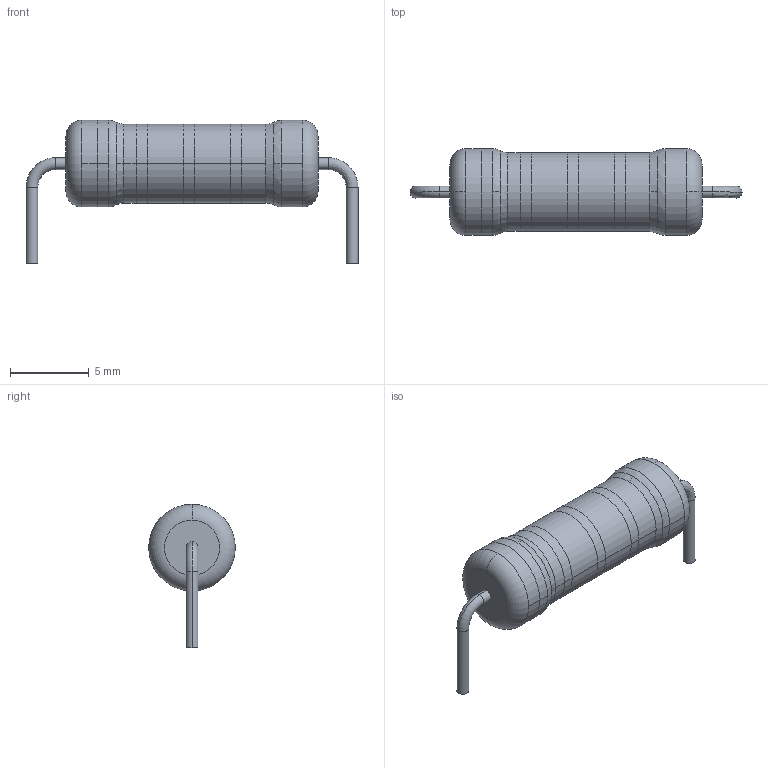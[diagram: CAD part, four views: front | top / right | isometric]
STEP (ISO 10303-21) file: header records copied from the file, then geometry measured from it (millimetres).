
FILE_DESCRIPTION((''),'2;1');
FILE_NAME('RES_TYCO_CFR200.stp','2014-01-20T13:17:10',(''),(''),'Mechanical Desktop 2011','Mechanical Desktop 2011',', , ');
FILE_SCHEMA(('AUTOMOTIVE_DESIGN { 1 2 10303 214 1 1 1 1 }'));
Length unit declared in the file: millimetre
Products named in the file (1): Product
Bounding box: 21.07 x 5.5 x 9.1 mm (x, y, z)
Volume: 339 mm3; surface area: 663.4 mm2
Topology: 11 solids, 11 shells, 66 faces, 123 edges, 79 vertices
Faces by surface type: cylinder 24, plane 20, bspline 14, torus 8
Entity records: 2061 total; most frequent: CARTESIAN_POINT 623, DIRECTION 324, ORIENTED_EDGE 246, AXIS2_PLACEMENT_3D 148, EDGE_CURVE 123, CIRCLE 95, VERTEX_POINT 79, EDGE_LOOP 66
